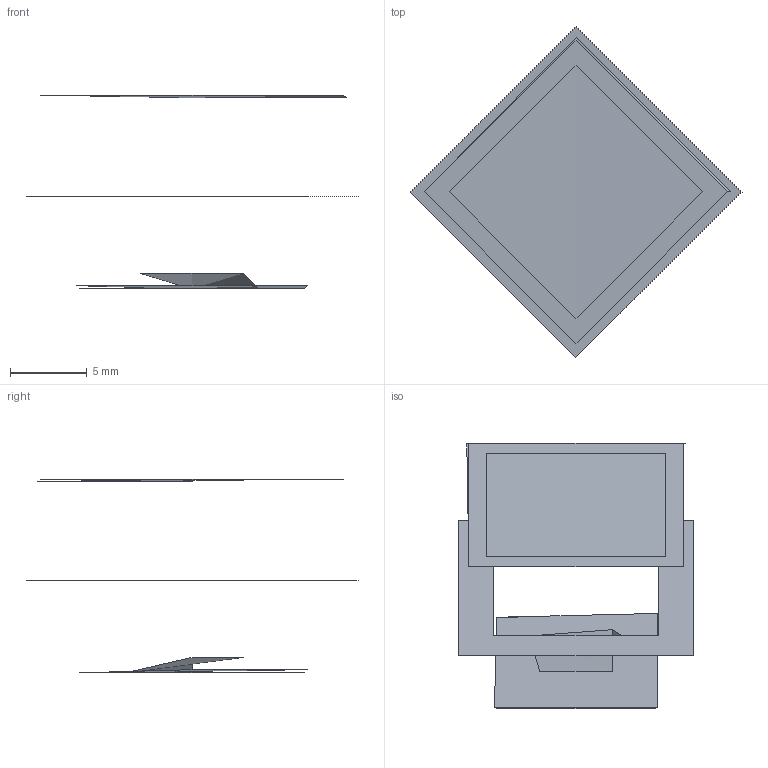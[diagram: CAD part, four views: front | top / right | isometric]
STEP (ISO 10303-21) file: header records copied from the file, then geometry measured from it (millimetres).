
FILE_DESCRIPTION( ( 'Unknown' ), '1' );
FILE_NAME( '6332015_ZB22_M08.stp', 'Unknown', ( 'Unknown' ), ( 'Unknown' ), 'PSStep 11.0', 'Unknown', ' ' );
FILE_SCHEMA( ( 'AUTOMOTIVE_DESIGN { 1 0 10303 214 1 1 1 1 }' ) );
Length unit declared in the file: millimetre
Products named in the file (1): 1801056
Bounding box: 21.6 x 21.6 x 12.6 mm (x, y, z)
Volume: 473.8 mm3; surface area: 386.1 mm2
Topology: 1 solids, 2 shells, 17 faces, 17 edges, 17 vertices
Faces by surface type: cone 4, torus 4, cylinder 3, plane 3, sphere 2, bspline 1
Full cylindrical faces by diameter (mm): 6.647 x1, 22 x1
Entity records: 505 total; most frequent: CARTESIAN_POINT 77, DIRECTION 64, AXIS2_PLACEMENT_3D 32, EDGE_LOOP 30, ORIENTED_EDGE 30, FACE_OUTER_BOUND 24, STYLED_ITEM 17, PRESENTATION_STYLE_ASSIGNMENT 17
